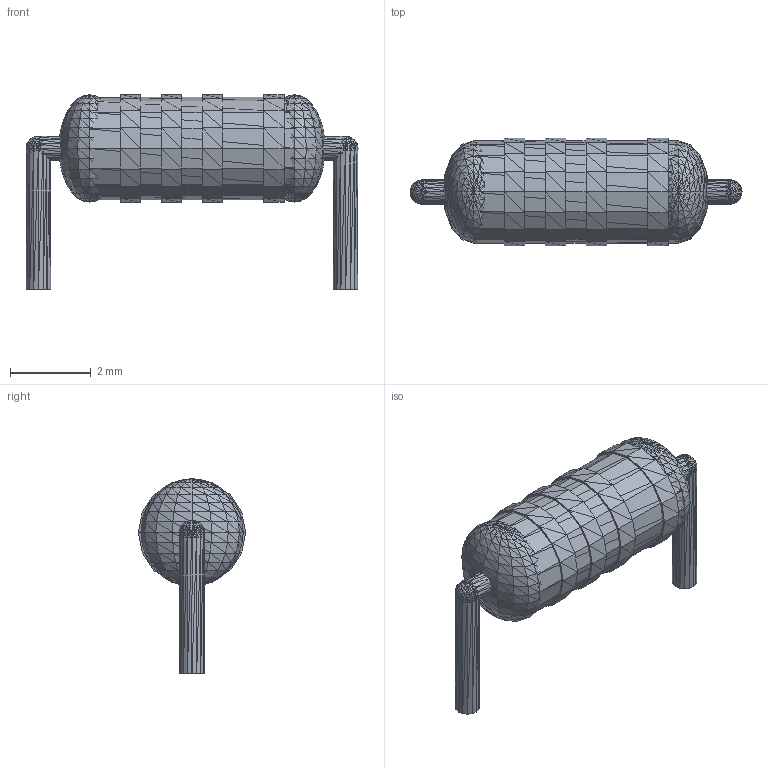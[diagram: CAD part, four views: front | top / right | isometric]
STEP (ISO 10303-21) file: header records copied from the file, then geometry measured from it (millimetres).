
FILE_DESCRIPTION(('HOOPS Exchange Step'),'2;1');
FILE_NAME('***.stp');
FILE_SCHEMA( ('AP242_MANAGED_MODEL_BASED_3D_ENGINEERING_MIM_LF {1 0 10303 442 1 1 4 }') );
Length unit declared in the file: inch
Products named in the file (10): R_1-4W_1.5MK_2; R_1-4W_1.5MK_3; R_1-4W_1.5MK_4; R_1-4W_1.5MK_5; R_1-4W_1.5MK_6; R_1-4W_1.5MK_7; R_1-4W_1.5MK_8; R_1-4W_1.5MK_9; R_1-4W_1.5MK_10; R_1-4W_1.5MK
Assembly tree (9 placements, depth 2):
  R_1-4W_1.5MK
    R_1-4W_1.5MK_2
    R_1-4W_1.5MK_3
    R_1-4W_1.5MK_4
    R_1-4W_1.5MK_5
    R_1-4W_1.5MK_6
    R_1-4W_1.5MK_7
    R_1-4W_1.5MK_8
    R_1-4W_1.5MK_9
    R_1-4W_1.5MK_10
Bounding box: 8.24 x 2.67 x 4.83 mm (x, y, z)
Volume: 48.6 mm3; surface area: 162.6 mm2
Topology: 9 solids, 13 shells, 2496 faces, 3744 edges, 1274 vertices
Faces by surface type: plane 2496
Entity records: 49180 total; most frequent: DIRECTION 8776, CARTESIAN_POINT 7534, ORIENTED_EDGE 7488, VECTOR 3744, LINE 3744, EDGE_CURVE 3744, AXIS2_PLACEMENT_3D 2516, PLANE 2496
